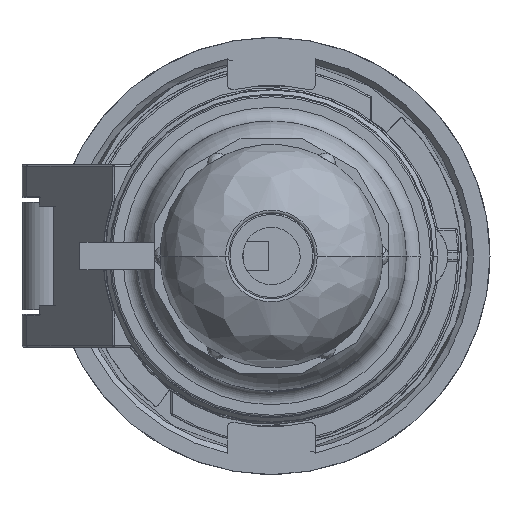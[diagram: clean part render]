
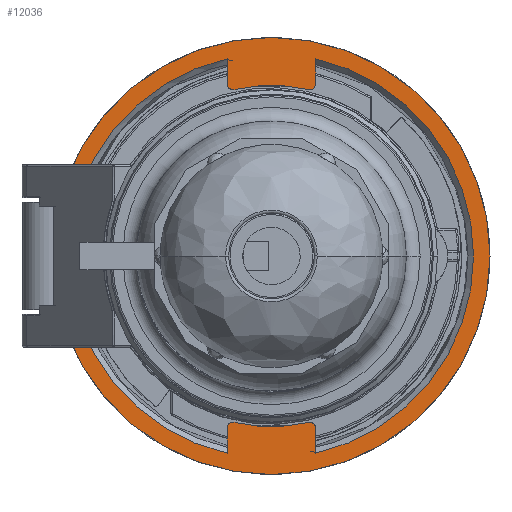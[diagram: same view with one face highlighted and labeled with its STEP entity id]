
A CAD part, front view. The second image highlights one B-rep face of the part: STEP entity #12036.
In plain terms, the highlighted planar face has unit normal (0, -1, 0).
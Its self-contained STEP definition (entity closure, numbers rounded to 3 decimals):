
#7477=LINE('',#83815,#9986);
#7478=LINE('',#83821,#9987);
#7479=LINE('',#83828,#9988);
#7480=LINE('',#83836,#9989);
#9986=VECTOR('',#50293,1.);
#9987=VECTOR('',#50300,1.);
#9988=VECTOR('',#50307,1.);
#9989=VECTOR('',#50314,1.);
#12036=ADVANCED_FACE('',(#13263,#13264),#13021,.T.);
#13021=PLANE('',#41264);
#13263=FACE_BOUND('',#15327,.T.);
#13264=FACE_BOUND('',#15328,.T.);
#15327=EDGE_LOOP('',(#25957,#25958));
#15328=EDGE_LOOP('',(#25959,#25960,#25961,#25962,#25963,#25964,#25965,#25966,
#25967,#25968,#25969,#25970));
#25957=ORIENTED_EDGE('',*,*,#35876,.F.);
#25958=ORIENTED_EDGE('',*,*,#35877,.T.);
#25959=ORIENTED_EDGE('',*,*,#35878,.T.);
#25960=ORIENTED_EDGE('',*,*,#35879,.T.);
#25961=ORIENTED_EDGE('',*,*,#35880,.F.);
#25962=ORIENTED_EDGE('',*,*,#35881,.T.);
#25963=ORIENTED_EDGE('',*,*,#35875,.T.);
#25964=ORIENTED_EDGE('',*,*,#35871,.T.);
#25965=ORIENTED_EDGE('',*,*,#35882,.T.);
#25966=ORIENTED_EDGE('',*,*,#35883,.T.);
#25967=ORIENTED_EDGE('',*,*,#35884,.T.);
#25968=ORIENTED_EDGE('',*,*,#35885,.T.);
#25969=ORIENTED_EDGE('',*,*,#35886,.T.);
#25970=ORIENTED_EDGE('',*,*,#35862,.T.);
#30326=VERTEX_POINT('',#83774);
#30327=VERTEX_POINT('',#83776);
#30333=VERTEX_POINT('',#83802);
#30334=VERTEX_POINT('',#83804);
#30336=VERTEX_POINT('',#83813);
#30337=VERTEX_POINT('',#83818);
#30338=VERTEX_POINT('',#83819);
#30339=VERTEX_POINT('',#83822);
#30340=VERTEX_POINT('',#83824);
#30341=VERTEX_POINT('',#83826);
#30342=VERTEX_POINT('',#83829);
#30343=VERTEX_POINT('',#83831);
#30344=VERTEX_POINT('',#83833);
#30345=VERTEX_POINT('',#83835);
#35862=EDGE_CURVE('',#30327,#30326,#37931,.T.);
#35871=EDGE_CURVE('',#30334,#30333,#37934,.T.);
#35875=EDGE_CURVE('',#30336,#30334,#7477,.T.);
#35876=EDGE_CURVE('',#30337,#30338,#37935,.T.);
#35877=EDGE_CURVE('',#30337,#30338,#37936,.T.);
#35878=EDGE_CURVE('',#30326,#30339,#7478,.T.);
#35879=EDGE_CURVE('',#30339,#30340,#37937,.T.);
#35880=EDGE_CURVE('',#30341,#30340,#37938,.T.);
#35881=EDGE_CURVE('',#30341,#30336,#37939,.T.);
#35882=EDGE_CURVE('',#30333,#30342,#7479,.T.);
#35883=EDGE_CURVE('',#30342,#30343,#37940,.T.);
#35884=EDGE_CURVE('',#30343,#30344,#37941,.T.);
#35885=EDGE_CURVE('',#30344,#30345,#37942,.T.);
#35886=EDGE_CURVE('',#30345,#30327,#7480,.T.);
#37931=CIRCLE('',#41246,36.618);
#37934=CIRCLE('',#41253,36.618);
#37935=CIRCLE('',#41256,39.6);
#37936=CIRCLE('',#41257,39.6);
#37937=CIRCLE('',#41258,1.);
#37938=CIRCLE('',#41259,30.9);
#37939=CIRCLE('',#41260,1.);
#37940=CIRCLE('',#41261,1.);
#37941=CIRCLE('',#41262,30.9);
#37942=CIRCLE('',#41263,1.);
#41246=AXIS2_PLACEMENT_3D('',#83775,#50272,#50273);
#41253=AXIS2_PLACEMENT_3D('',#83803,#50287,#50288);
#41256=AXIS2_PLACEMENT_3D('',#83817,#50296,#50297);
#41257=AXIS2_PLACEMENT_3D('',#83820,#50298,#50299);
#41258=AXIS2_PLACEMENT_3D('',#83823,#50301,#50302);
#41259=AXIS2_PLACEMENT_3D('',#83825,#50303,#50304);
#41260=AXIS2_PLACEMENT_3D('',#83827,#50305,#50306);
#41261=AXIS2_PLACEMENT_3D('',#83830,#50308,#50309);
#41262=AXIS2_PLACEMENT_3D('',#83832,#50310,#50311);
#41263=AXIS2_PLACEMENT_3D('',#83834,#50312,#50313);
#41264=AXIS2_PLACEMENT_3D('',#83837,#50315,#50316);
#50272=DIRECTION('',(0.,1.,0.));
#50273=DIRECTION('',(-0.218,0.,-0.976));
#50287=DIRECTION('',(0.,1.,0.));
#50288=DIRECTION('',(0.218,0.,0.976));
#50293=DIRECTION('',(0.,0.,1.));
#50296=DIRECTION('',(0.,1.,0.));
#50297=DIRECTION('',(1.,0.,0.));
#50298=DIRECTION('',(0.,-1.,0.));
#50299=DIRECTION('',(1.,0.,0.));
#50300=DIRECTION('',(0.,0.,-1.));
#50301=DIRECTION('',(0.,-1.,0.));
#50302=DIRECTION('',(-1.,0.,0.));
#50303=DIRECTION('',(0.,-1.,0.));
#50304=DIRECTION('',(0.219,0.,0.976));
#50305=DIRECTION('',(0.,-1.,0.));
#50306=DIRECTION('',(-0.219,0.,-0.976));
#50307=DIRECTION('',(0.,0.,1.));
#50308=DIRECTION('',(0.,-1.,0.));
#50309=DIRECTION('',(1.,0.,0.));
#50310=DIRECTION('',(0.,1.,0.));
#50311=DIRECTION('',(0.219,0.,-0.976));
#50312=DIRECTION('',(0.,-1.,0.));
#50313=DIRECTION('',(0.219,0.,0.976));
#50314=DIRECTION('',(0.,0.,-1.));
#50315=DIRECTION('',(0.,-1.,0.));
#50316=DIRECTION('',(-1.,0.,0.));
#83774=CARTESIAN_POINT('',(-8.,-74.468,35.733));
#83775=CARTESIAN_POINT('',(0.,-74.468,0.));
#83776=CARTESIAN_POINT('',(-8.,-74.468,-35.733));
#83802=CARTESIAN_POINT('',(8.,-74.468,-35.733));
#83803=CARTESIAN_POINT('',(0.,-74.468,0.));
#83804=CARTESIAN_POINT('',(8.,-74.468,35.733));
#83813=CARTESIAN_POINT('',(8.,-74.468,31.122));
#83815=CARTESIAN_POINT('',(8.,-74.468,31.122));
#83817=CARTESIAN_POINT('',(0.,-74.468,0.));
#83818=CARTESIAN_POINT('',(39.6,-74.468,0.));
#83819=CARTESIAN_POINT('',(-39.6,-74.468,0.));
#83820=CARTESIAN_POINT('',(0.,-74.468,0.));
#83821=CARTESIAN_POINT('',(-8.,-74.468,35.733));
#83822=CARTESIAN_POINT('',(-8.,-74.468,31.122));
#83823=CARTESIAN_POINT('',(-7.,-74.468,31.122));
#83824=CARTESIAN_POINT('',(-6.781,-74.468,30.147));
#83825=CARTESIAN_POINT('',(0.,-74.468,0.));
#83826=CARTESIAN_POINT('',(6.781,-74.468,30.147));
#83827=CARTESIAN_POINT('',(7.,-74.468,31.122));
#83828=CARTESIAN_POINT('',(8.,-74.468,-35.733));
#83829=CARTESIAN_POINT('',(8.,-74.468,-31.122));
#83830=CARTESIAN_POINT('',(7.,-74.468,-31.122));
#83831=CARTESIAN_POINT('',(6.781,-74.468,-30.147));
#83832=CARTESIAN_POINT('',(0.,-74.468,0.));
#83833=CARTESIAN_POINT('',(-6.781,-74.468,-30.147));
#83834=CARTESIAN_POINT('',(-7.,-74.468,-31.122));
#83835=CARTESIAN_POINT('',(-8.,-74.468,-31.122));
#83836=CARTESIAN_POINT('',(-8.,-74.468,-31.122));
#83837=CARTESIAN_POINT('',(0.,-74.468,0.));
